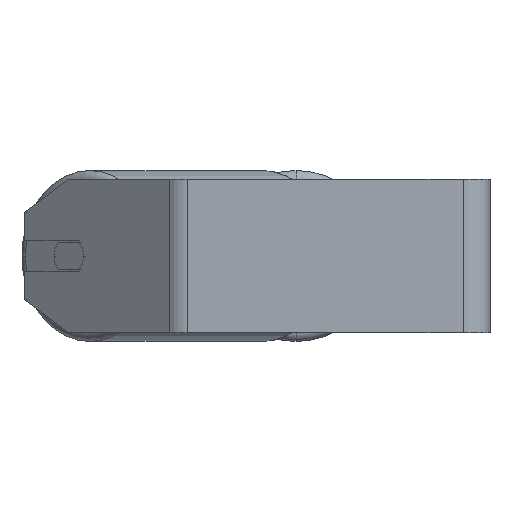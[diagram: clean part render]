
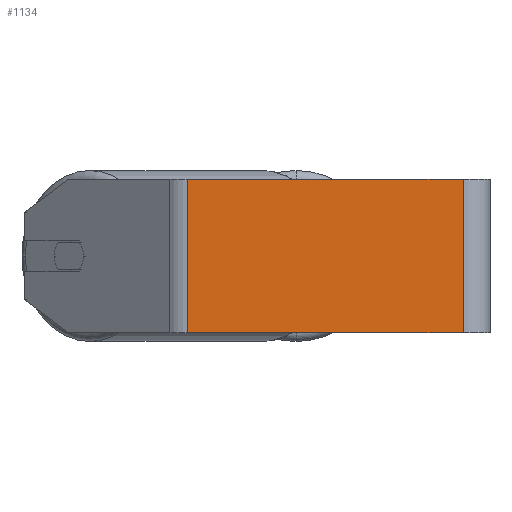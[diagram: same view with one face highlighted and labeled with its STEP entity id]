
A CAD part, left-side view. The second image highlights one B-rep face of the part: STEP entity #1134.
In plain terms, the highlighted planar face has unit normal (-1, 0, 0).
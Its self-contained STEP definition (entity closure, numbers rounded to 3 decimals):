
#157 = VERTEX_POINT ( 'NONE', #1958 ) ;
#174 = EDGE_CURVE ( 'NONE', #2356, #3152, #1995, .T. ) ;
#756 = DIRECTION ( 'NONE',  ( 0., 0., -1. ) ) ;
#772 = VECTOR ( 'NONE', #4230, 1000. ) ;
#1134 = ADVANCED_FACE ( 'NONE', ( #2318 ), #4905, .F. ) ;
#1455 = AXIS2_PLACEMENT_3D ( 'NONE', #7537, #2438, #5634 ) ;
#1570 = CARTESIAN_POINT ( 'NONE',  ( -285., 162.719, 40. ) ) ;
#1613 = ORIENTED_EDGE ( 'NONE', *, *, #4834, .T. ) ;
#1635 = CARTESIAN_POINT ( 'NONE',  ( -285., 157.623, -40. ) ) ;
#1683 = EDGE_LOOP ( 'NONE', ( #1613, #2238, #3498, #3021 ) ) ;
#1778 = VECTOR ( 'NONE', #4709, 1000. ) ;
#1958 = CARTESIAN_POINT ( 'NONE',  ( -285., 14., 40. ) ) ;
#1995 = LINE ( 'NONE', #4571, #8238 ) ;
#2211 = CARTESIAN_POINT ( 'NONE',  ( -285., 14., -40. ) ) ;
#2238 = ORIENTED_EDGE ( 'NONE', *, *, #6627, .F. ) ;
#2246 = CARTESIAN_POINT ( 'NONE',  ( -285., 14., 40. ) ) ;
#2249 = EDGE_CURVE ( 'NONE', #2356, #157, #2898, .T. ) ;
#2318 = FACE_OUTER_BOUND ( 'NONE', #1683, .T. ) ;
#2356 = VERTEX_POINT ( 'NONE', #3710 ) ;
#2438 = DIRECTION ( 'NONE',  ( 1., 0., 0. ) ) ;
#2898 = LINE ( 'NONE', #1570, #772 ) ;
#3021 = ORIENTED_EDGE ( 'NONE', *, *, #174, .T. ) ;
#3152 = VERTEX_POINT ( 'NONE', #1635 ) ;
#3498 = ORIENTED_EDGE ( 'NONE', *, *, #2249, .F. ) ;
#3710 = CARTESIAN_POINT ( 'NONE',  ( -285., 157.623, 40. ) ) ;
#4230 = DIRECTION ( 'NONE',  ( 0., -1., 0. ) ) ;
#4432 = VECTOR ( 'NONE', #5453, 1000. ) ;
#4571 = CARTESIAN_POINT ( 'NONE',  ( -285., 157.623, 40. ) ) ;
#4709 = DIRECTION ( 'NONE',  ( 0., 0., -1. ) ) ;
#4733 = LINE ( 'NONE', #6106, #4432 ) ;
#4834 = EDGE_CURVE ( 'NONE', #3152, #7793, #4733, .T. ) ;
#4905 = PLANE ( 'NONE',  #1455 ) ;
#5453 = DIRECTION ( 'NONE',  ( 0., -1., 0. ) ) ;
#5634 = DIRECTION ( 'NONE',  ( 0., 1., 0. ) ) ;
#6106 = CARTESIAN_POINT ( 'NONE',  ( -285., 162.719, -40. ) ) ;
#6627 = EDGE_CURVE ( 'NONE', #157, #7793, #8092, .T. ) ;
#7537 = CARTESIAN_POINT ( 'NONE',  ( -285., 162.719, 40. ) ) ;
#7793 = VERTEX_POINT ( 'NONE', #2211 ) ;
#8092 = LINE ( 'NONE', #2246, #1778 ) ;
#8238 = VECTOR ( 'NONE', #756, 1000. ) ;
